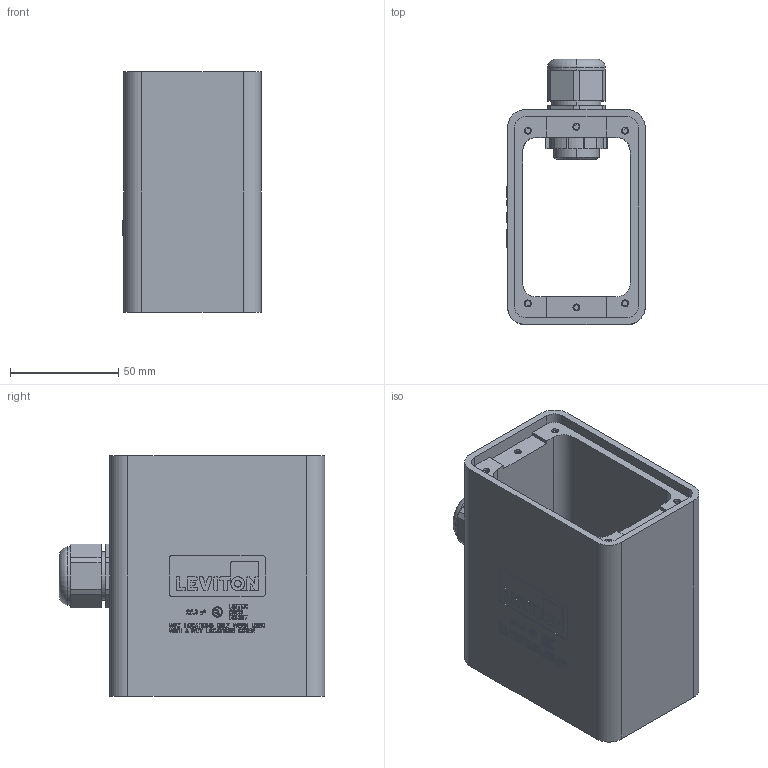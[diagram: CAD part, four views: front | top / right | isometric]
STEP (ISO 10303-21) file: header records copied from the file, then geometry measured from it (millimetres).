
FILE_DESCRIPTION (( 'STEP AP214' ), '1' );
FILE_NAME ('CATSTD-03099-01X-M01.STEP', '2022-06-13T15:20:03', ( '' ), ( '' ), 'SwSTEP 2.0', 'SolidWorks 2020', '' );
FILE_SCHEMA (( 'AUTOMOTIVE_DESIGN' ));
Length unit declared in the file: inch
Products named in the file (1): CATSTD-03099-01X-M01
Bounding box: 63.88 x 122.45 x 111.12 mm (x, y, z)
Volume: 286070.1 mm3; surface area: 75913.2 mm2
Topology: 2 solids, 2 shells, 1231 faces, 3283 edges, 2190 vertices
Faces by surface type: plane 895, cylinder 308, cone 26, torus 2
Full cylindrical faces by diameter (mm): 0.705 x2, 3.048 x2, 3.871 x1, 4.75 x1, 6.35 x2, 22.225 x1, 31.953 x1
Entity records: 57701 total; most frequent: CARTESIAN_POINT 11468, ORIENTED_EDGE 6514, DIRECTION 5668, EDGE_CURVE 3257, VECTOR 2518, LINE 2518, VERTEX_POINT 2186, AXIS2_PLACEMENT_3D 1575
